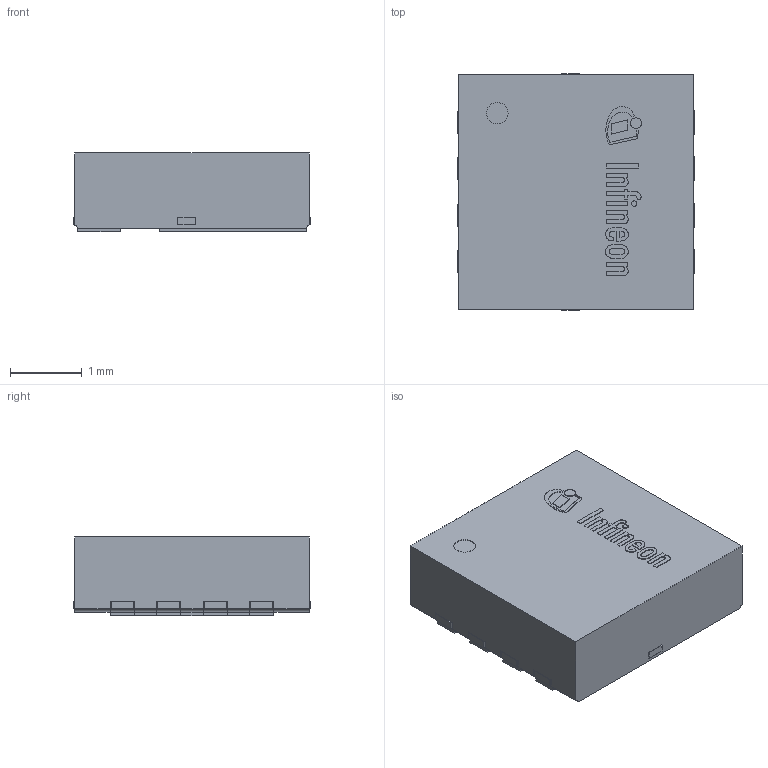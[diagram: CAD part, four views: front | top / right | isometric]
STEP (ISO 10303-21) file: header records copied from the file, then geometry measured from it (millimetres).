
FILE_DESCRIPTION(/* description */ (''),/* implementation_level */ '2;1');
FILE_NAME(/* name */ 'PG-TSDSON-8-44_Z8B00251735_V01_3D.stp',/* time_stamp */ '2024-05-08T15:19:00+05:30',/* author */ ('sivamani'),/* organization */ (''),/* preprocessor_version */ 'ST-DEVELOPER v19.2',/* originating_system */ 'AutoCAD Mechanical',/* authorisation */ '');
FILE_SCHEMA (('AUTOMOTIVE_DESIGN { 1 0 10303 214 3 1 1 }'));
Length unit declared in the file: millimetre
Products named in the file (1): Product
Bounding box: 3.3 x 3.3 x 1.11 mm (x, y, z)
Volume: 11.6 mm3; surface area: 53.1 mm2
Topology: 19 solids, 19 shells, 248 faces, 627 edges, 418 vertices
Faces by surface type: plane 190, cylinder 40, bspline 18
Full cylindrical faces by diameter (mm): 0.075 x1, 0.153 x1, 0.3 x2
Entity records: 7677 total; most frequent: CARTESIAN_POINT 1712, ORIENTED_EDGE 1254, DIRECTION 1117, EDGE_CURVE 627, LINE 511, VECTOR 511, VERTEX_POINT 418, AXIS2_PLACEMENT_3D 303
